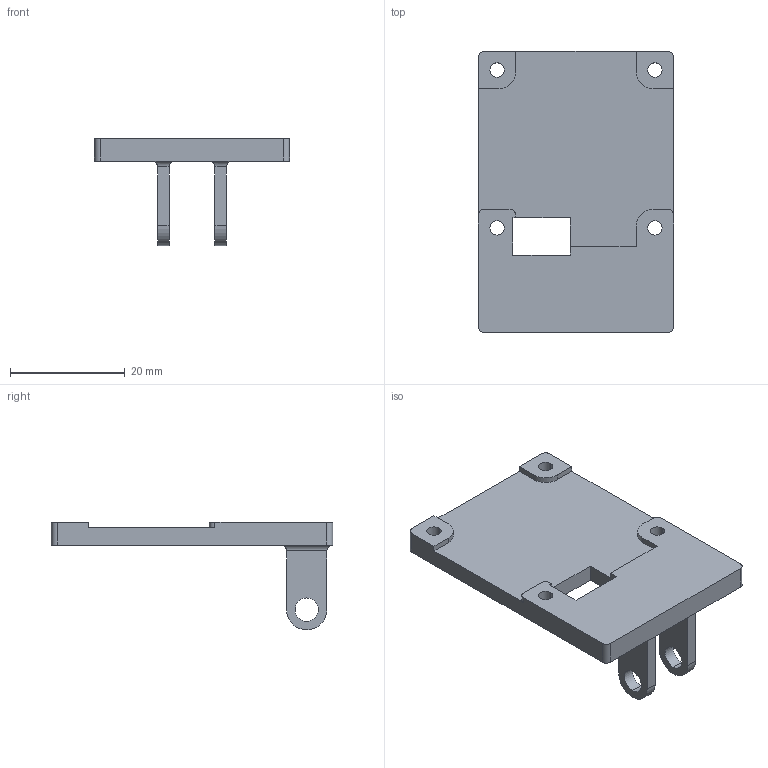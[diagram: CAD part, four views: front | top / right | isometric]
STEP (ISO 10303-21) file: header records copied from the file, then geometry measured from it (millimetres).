
FILE_DESCRIPTION (( 'STEP AP214' ), '1' );
FILE_NAME ('Camera_Rotating_Mount.STEP', '2025-11-10T19:54:25', ( '' ), ( '' ), 'SwSTEP 2.0', 'SolidWorks 2025', '' );
FILE_SCHEMA (( 'AUTOMOTIVE_DESIGN' ));
Length unit declared in the file: millimetre
Products named in the file (1): Camera_Rotating_Mount
Bounding box: 34 x 49 x 18.75 mm (x, y, z)
Volume: 5723.7 mm3; surface area: 4534 mm2
Topology: 1 solids, 1 shells, 62 faces, 171 edges, 110 vertices
Faces by surface type: cylinder 32, plane 30
Entity records: 2018 total; most frequent: CARTESIAN_POINT 368, ORIENTED_EDGE 342, DIRECTION 337, EDGE_CURVE 171, LINE 115, VECTOR 115, AXIS2_PLACEMENT_3D 111, VERTEX_POINT 110
